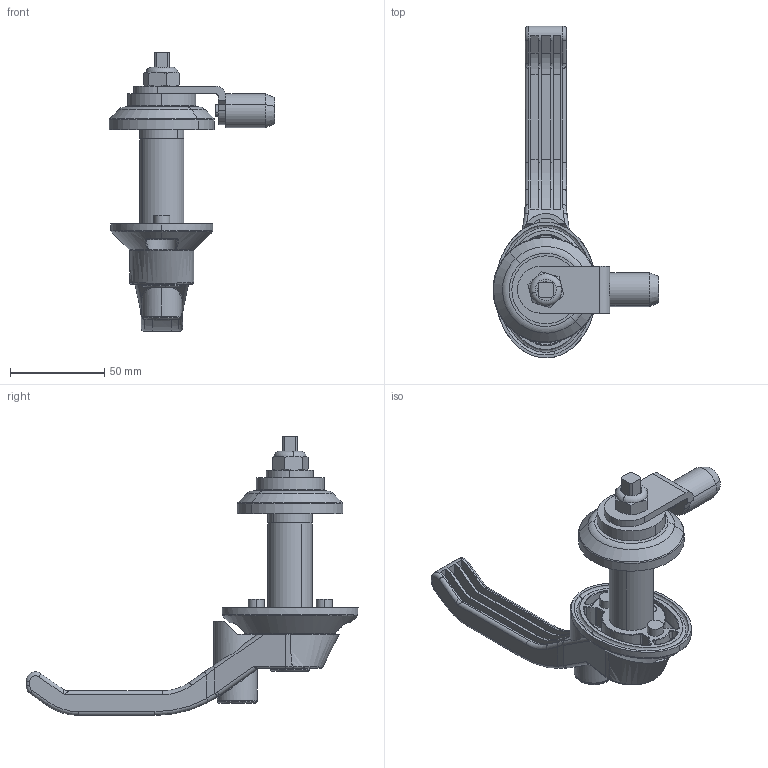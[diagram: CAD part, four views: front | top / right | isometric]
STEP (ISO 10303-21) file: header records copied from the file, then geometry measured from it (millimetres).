
FILE_DESCRIPTION (( 'STEP AP214' ), '1' );
FILE_NAME ('012.1.50.00.01.STEP', '2022-04-05T08:02:50', ( '' ), ( '' ), 'SwSTEP 2.0', 'SolidWorks 2021', '' );
FILE_SCHEMA (( 'AUTOMOTIVE_DESIGN' ));
Length unit declared in the file: millimetre
Products named in the file (1): 012.1.50.00.01
Bounding box: 87.95 x 176 x 147.8 mm (x, y, z)
Volume: 119864.6 mm3; surface area: 75574.8 mm2
Topology: 15 solids, 15 shells, 901 faces, 2252 edges, 1415 vertices
Faces by surface type: plane 430, cylinder 189, bspline 132, torus 76, cone 66, sphere 8
Entity records: 57828 total; most frequent: CARTESIAN_POINT 37219, ORIENTED_EDGE 4496, DIRECTION 3990, EDGE_CURVE 2248, AXIS2_PLACEMENT_3D 1496, VERTEX_POINT 1415, LINE 998, VECTOR 998
